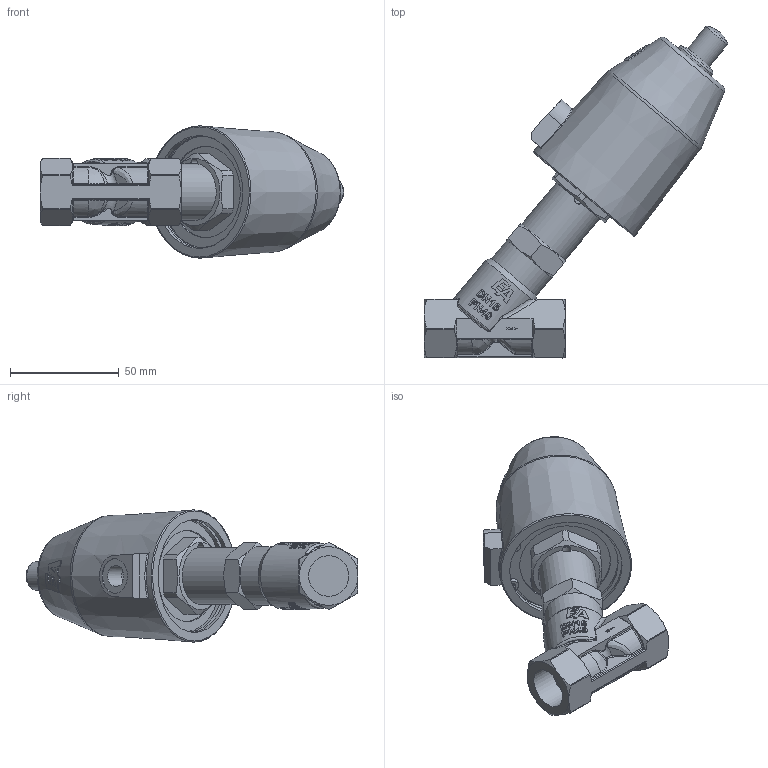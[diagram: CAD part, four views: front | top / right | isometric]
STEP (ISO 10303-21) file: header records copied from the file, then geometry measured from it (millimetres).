
FILE_DESCRIPTION(/* description */ ('DG2D3121015/OS'),/* implementation_level */ '2;1');
FILE_NAME(/* name */ 'DG2D3121015_OS.stp',/* time_stamp */ '2022-01-27T09:54:59+01:00',/* author */ ('hois'),/* organization */ (''),/* preprocessor_version */ 'ST-DEVELOPER v18.1',/* originating_system */ 'Autodesk Inventor 2020',/* authorisation */ '');
FILE_SCHEMA (('AUTOMOTIVE_DESIGN { 1 0 10303 214 3 1 1 }'));
Length unit declared in the file: millimetre
Products named in the file (7): DG2D3121015-OS; GGS0015.14.0013-K-GM; ETG0015.15.0023; DER520.06.0053; SZY0500.17.0142; VST1415.08.0023; DIN 472 - 56 x 2
Assembly tree (6 placements, depth 2):
  DG2D3121015-OS
    GGS0015.14.0013-K-GM
    ETG0015.15.0023
    DER520.06.0053
    SZY0500.17.0142
    VST1415.08.0023
    DIN 472 - 56 x 2
Bounding box: 139.89 x 152.92 x 60.94 mm (x, y, z)
Volume: 134326.9 mm3; surface area: 62419.1 mm2
Topology: 6 solids, 6 shells, 581 faces, 1562 edges, 1037 vertices
Faces by surface type: plane 239, bspline 149, cylinder 119, cone 45, torus 20, sphere 9
Full cylindrical faces by diameter (mm): 1.5 x1, 2.5 x2, 4 x1, 8.7 x1, 9.8 x1, 12 x2, 12.376 x1, 13 x1, 14 x3, 16 x1, 18 x1, 18.631 x3, 20 x1, 20.96 x1, 21 x1, 21.2 x1, 23.5 x1, 24 x1, 26 x2, 27 x1, 42 x1, 50 x1, 51 x1, 52 x3, 55.5 x1
Entity records: 41318 total; most frequent: CARTESIAN_POINT 27596, ORIENTED_EDGE 3116, DIRECTION 2364, EDGE_CURVE 1558, VERTEX_POINT 1037, AXIS2_PLACEMENT_3D 903, EDGE_LOOP 645, FACE_OUTER_BOUND 581
